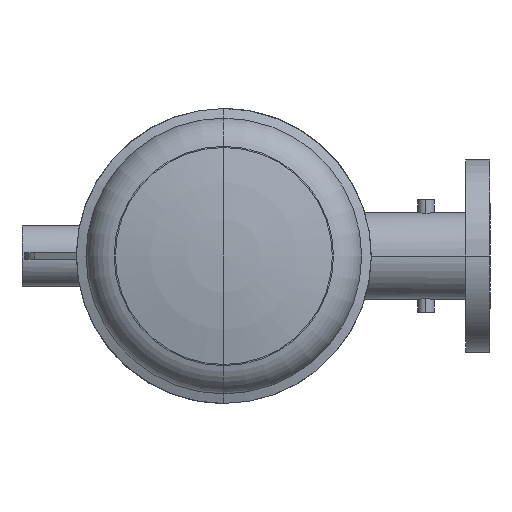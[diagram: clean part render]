
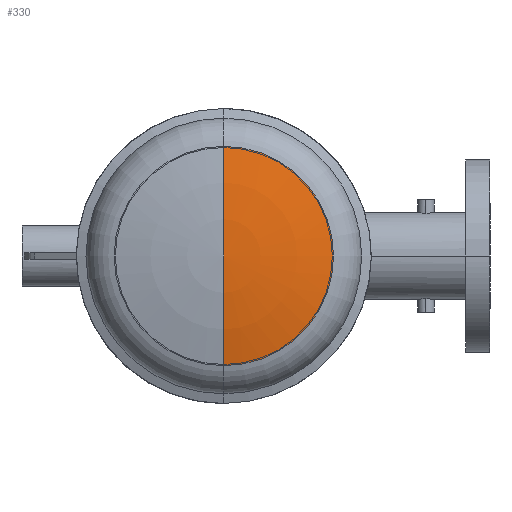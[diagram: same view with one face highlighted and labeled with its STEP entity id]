
A CAD part, left-side view. The second image highlights one B-rep face of the part: STEP entity #330.
In plain terms, the highlighted toroidal (fillet/blend) face has major radius 0.086 mm and minor radius 508 mm.
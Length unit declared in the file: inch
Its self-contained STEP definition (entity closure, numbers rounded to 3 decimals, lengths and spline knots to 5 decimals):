
#200 = EDGE_CURVE ( 'NONE', #1329, #830, #2162, .T. ) ;
#330 = ADVANCED_FACE ( 'NONE', ( #1270 ), #4692, .T. ) ;
#830 = VERTEX_POINT ( 'NONE', #2023 ) ;
#1023 = AXIS2_PLACEMENT_3D ( 'NONE', #4623, #6059, #5609 ) ;
#1116 = DIRECTION ( 'NONE',  ( 0., 0., 1. ) ) ;
#1157 = CARTESIAN_POINT ( 'NONE',  ( 19.99927, 0., 0. ) ) ;
#1270 = FACE_OUTER_BOUND ( 'NONE', #1839, .T. ) ;
#1329 = VERTEX_POINT ( 'NONE', #5828 ) ;
#1664 = DIRECTION ( 'NONE',  ( 0., -1., 0. ) ) ;
#1839 = EDGE_LOOP ( 'NONE', ( #2470, #5197, #3657 ) ) ;
#1969 = CARTESIAN_POINT ( 'NONE',  ( -0.00073, 0., 0. ) ) ;
#2023 = CARTESIAN_POINT ( 'NONE',  ( 0.46073, 0., 4.27481 ) ) ;
#2079 = AXIS2_PLACEMENT_3D ( 'NONE', #4133, #5570, #2552 ) ;
#2162 = CIRCLE ( 'NONE', #2079, 4.27481 ) ;
#2176 = AXIS2_PLACEMENT_3D ( 'NONE', #1157, #5640, #1116 ) ;
#2218 = CARTESIAN_POINT ( 'NONE',  ( 19.99927, 0., 0.00337 ) ) ;
#2470 = ORIENTED_EDGE ( 'NONE', *, *, #3877, .F. ) ;
#2552 = DIRECTION ( 'NONE',  ( 0., 0., 1. ) ) ;
#2595 = CIRCLE ( 'NONE', #1023, 20. ) ;
#3150 = EDGE_CURVE ( 'NONE', #830, #5552, #5981, .T. ) ;
#3657 = ORIENTED_EDGE ( 'NONE', *, *, #3150, .T. ) ;
#3877 = EDGE_CURVE ( 'NONE', #1329, #5552, #2595, .T. ) ;
#4133 = CARTESIAN_POINT ( 'NONE',  ( 0.46073, 0., 0. ) ) ;
#4623 = CARTESIAN_POINT ( 'NONE',  ( 19.99927, 0., -0.00337 ) ) ;
#4692 = TOROIDAL_SURFACE ( 'NONE', #2176, 0.00337, 20. ) ;
#5191 = DIRECTION ( 'NONE',  ( 0., 0., -1. ) ) ;
#5197 = ORIENTED_EDGE ( 'NONE', *, *, #200, .T. ) ;
#5336 = AXIS2_PLACEMENT_3D ( 'NONE', #2218, #1664, #5191 ) ;
#5552 = VERTEX_POINT ( 'NONE', #1969 ) ;
#5570 = DIRECTION ( 'NONE',  ( -1., 0., 0. ) ) ;
#5609 = DIRECTION ( 'NONE',  ( 0., 0., 1. ) ) ;
#5640 = DIRECTION ( 'NONE',  ( -1., 0., 0. ) ) ;
#5828 = CARTESIAN_POINT ( 'NONE',  ( 0.46073, 0., -4.27481 ) ) ;
#5981 = CIRCLE ( 'NONE', #5336, 20. ) ;
#6059 = DIRECTION ( 'NONE',  ( 0., 1., 0. ) ) ;
